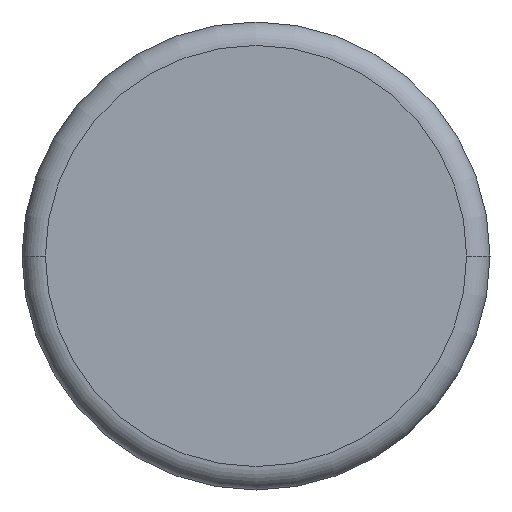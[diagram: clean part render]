
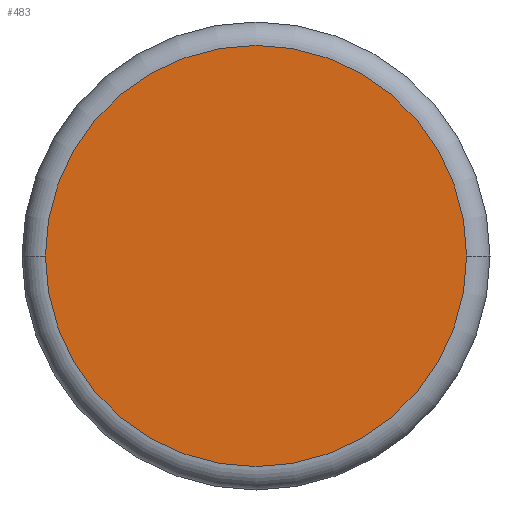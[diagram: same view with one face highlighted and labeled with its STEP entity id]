
A CAD part, front view. The second image highlights one B-rep face of the part: STEP entity #483.
In plain terms, the highlighted face is planar.
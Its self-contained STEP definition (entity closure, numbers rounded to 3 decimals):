
#227=CARTESIAN_POINT('',(199.223,147.724,42.0));
#228=VERTEX_POINT('',#227);
#245=CARTESIAN_POINT('',(208.223,147.724,42.0));
#246=VERTEX_POINT('',#245);
#254=CARTESIAN_POINT('',(203.723,147.724,42.0));
#255=DIRECTION('',(0.0,0.0,-1.0));
#256=DIRECTION('',(-1.0,0.0,0.0));
#257=AXIS2_PLACEMENT_3D('',#254,#255,#256);
#258=CIRCLE('',#257,4.5);
#259=EDGE_CURVE('',#246,#228,#258,.T.);
#462=CARTESIAN_POINT('',(203.723,147.724,42.0));
#463=DIRECTION('',(0.0,0.0,-1.0));
#464=DIRECTION('',(-1.0,0.0,0.0));
#465=AXIS2_PLACEMENT_3D('',#462,#463,#464);
#466=CIRCLE('',#465,4.5);
#467=EDGE_CURVE('',#228,#246,#466,.T.);
#474=CARTESIAN_POINT('',(208.723,147.724,42.0));
#475=DIRECTION('',(0.0,0.0,1.0));
#476=DIRECTION('',(1.0,0.0,0.0));
#477=AXIS2_PLACEMENT_3D('',#474,#475,#476);
#478=PLANE('',#477);
#479=ORIENTED_EDGE('',*,*,#259,.F.);
#480=ORIENTED_EDGE('',*,*,#467,.F.);
#481=EDGE_LOOP('',(#479,#480));
#482=FACE_OUTER_BOUND('',#481,.T.);
#483=ADVANCED_FACE('',(#482),#478,.T.);
